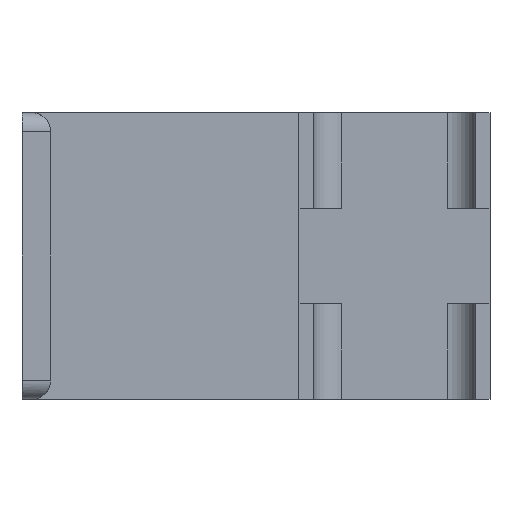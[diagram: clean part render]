
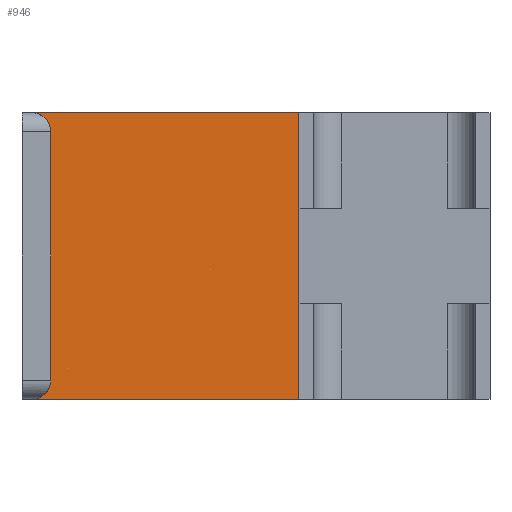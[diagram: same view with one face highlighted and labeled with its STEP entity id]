
A CAD part, front view. The second image highlights one B-rep face of the part: STEP entity #946.
In plain terms, the highlighted planar face has unit normal (0, -1, 0).
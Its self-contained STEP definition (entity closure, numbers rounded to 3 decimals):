
#23=PLANE('',#1028);
#68=FACE_OUTER_BOUND('',#117,.T.);
#117=EDGE_LOOP('',(#696,#697,#698,#699,#700,#701,#702,#703));
#164=CIRCLE('',#1013,2.);
#166=CIRCLE('',#1021,2.);
#186=LINE('',#1359,#309);
#190=LINE('',#1375,#313);
#199=LINE('',#1397,#322);
#200=LINE('',#1399,#323);
#201=LINE('',#1401,#324);
#202=LINE('',#1402,#325);
#309=VECTOR('',#1103,10.);
#313=VECTOR('',#1123,10.);
#322=VECTOR('',#1138,10.);
#323=VECTOR('',#1139,10.);
#324=VECTOR('',#1140,10.);
#325=VECTOR('',#1141,10.);
#426=VERTEX_POINT('',#1336);
#427=VERTEX_POINT('',#1340);
#433=VERTEX_POINT('',#1358);
#434=VERTEX_POINT('',#1362);
#437=VERTEX_POINT('',#1374);
#447=VERTEX_POINT('',#1396);
#448=VERTEX_POINT('',#1398);
#449=VERTEX_POINT('',#1400);
#515=EDGE_CURVE('',#426,#427,#164,.F.);
#524=EDGE_CURVE('',#433,#427,#186,.T.);
#528=EDGE_CURVE('',#433,#434,#166,.F.);
#532=EDGE_CURVE('',#434,#437,#190,.T.);
#543=EDGE_CURVE('',#426,#447,#199,.T.);
#544=EDGE_CURVE('',#448,#447,#200,.T.);
#545=EDGE_CURVE('',#449,#448,#201,.T.);
#546=EDGE_CURVE('',#437,#449,#202,.T.);
#696=ORIENTED_EDGE('',*,*,#543,.T.);
#697=ORIENTED_EDGE('',*,*,#544,.F.);
#698=ORIENTED_EDGE('',*,*,#545,.F.);
#699=ORIENTED_EDGE('',*,*,#546,.F.);
#700=ORIENTED_EDGE('',*,*,#532,.F.);
#701=ORIENTED_EDGE('',*,*,#528,.F.);
#702=ORIENTED_EDGE('',*,*,#524,.T.);
#703=ORIENTED_EDGE('',*,*,#515,.F.);
#946=ADVANCED_FACE('',(#68),#23,.T.);
#1013=AXIS2_PLACEMENT_3D('',#1341,#1086,#1087);
#1021=AXIS2_PLACEMENT_3D('',#1366,#1112,#1113);
#1028=AXIS2_PLACEMENT_3D('',#1395,#1136,#1137);
#1086=DIRECTION('center_axis',(0.,1.,0.));
#1087=DIRECTION('ref_axis',(0.707,0.,-0.707));
#1103=DIRECTION('',(0.,0.,-1.));
#1112=DIRECTION('center_axis',(0.,1.,0.));
#1113=DIRECTION('ref_axis',(0.707,0.,0.707));
#1123=DIRECTION('',(1.,0.,0.));
#1136=DIRECTION('center_axis',(0.,-1.,0.));
#1137=DIRECTION('ref_axis',(-1.,0.,0.));
#1138=DIRECTION('',(1.,0.,0.));
#1139=DIRECTION('',(0.,0.,-1.));
#1140=DIRECTION('',(0.,0.,-1.));
#1141=DIRECTION('',(0.,0.,-1.));
#1336=CARTESIAN_POINT('',(-38.,13.,-15.));
#1340=CARTESIAN_POINT('',(-36.,13.,-13.));
#1341=CARTESIAN_POINT('Origin',(-38.,13.,-13.));
#1358=CARTESIAN_POINT('',(-36.,13.,13.));
#1359=CARTESIAN_POINT('',(-36.,13.,15.));
#1362=CARTESIAN_POINT('',(-38.,13.,15.));
#1366=CARTESIAN_POINT('Origin',(-38.,13.,13.));
#1374=CARTESIAN_POINT('',(-10.,13.,15.));
#1375=CARTESIAN_POINT('',(-39.,13.,15.));
#1395=CARTESIAN_POINT('Origin',(-10.,13.,15.));
#1396=CARTESIAN_POINT('',(-10.,13.,-15.));
#1397=CARTESIAN_POINT('',(-17.25,13.,-15.));
#1398=CARTESIAN_POINT('',(-10.,13.,-5.));
#1399=CARTESIAN_POINT('',(-10.,13.,7.5));
#1400=CARTESIAN_POINT('',(-10.,13.,5.));
#1401=CARTESIAN_POINT('',(-10.,13.,15.));
#1402=CARTESIAN_POINT('',(-10.,13.,7.5));
